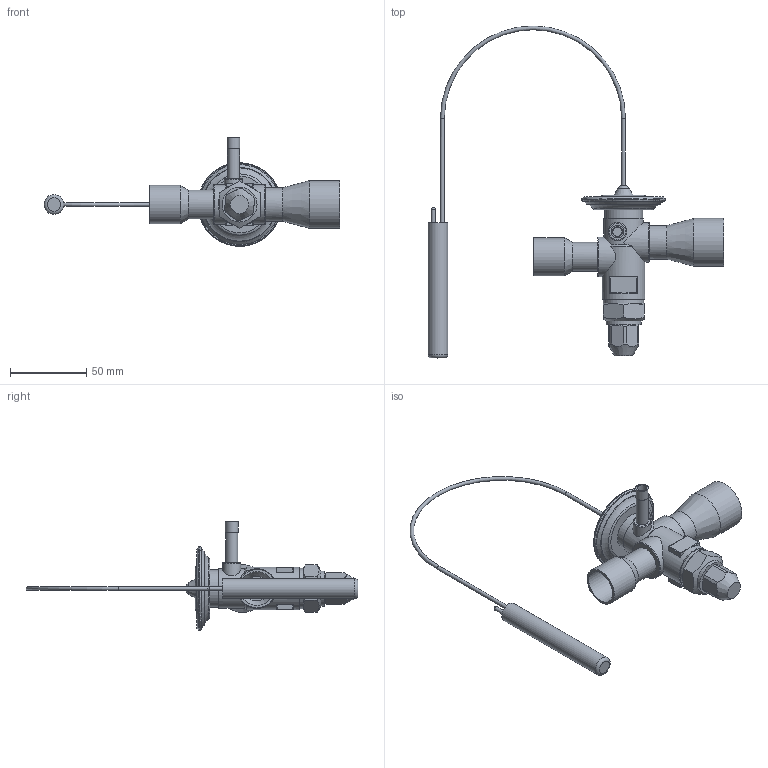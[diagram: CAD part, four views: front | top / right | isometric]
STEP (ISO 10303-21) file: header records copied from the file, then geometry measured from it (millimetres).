
FILE_DESCRIPTION(('TFLEX Exchange Step'),'2;1');
FILE_NAME('RTBMT35_55H (1).stp', '2023-03-24T14:12:36+03:00',('EXT0102'),('Unknown organisation'),'TFLEX Exchange 2022.1','T-FLEX CAD','Unknown authorisation');
FILE_SCHEMA( ('AUTOMOTIVE_DESIGN { 1 0 10303 214 1 1 1 1 }') );
Length unit declared in the file: millimetre
Products named in the file (1): Nodes
Bounding box: 194.55 x 218.28 x 71.5 mm (x, y, z)
Volume: 84233.5 mm3; surface area: 39247.7 mm2
Topology: 1 solids, 2 shells, 151 faces, 421 edges, 280 vertices
Faces by surface type: plane 56, cylinder 53, cone 16, torus 10, bspline 8, sphere 8
Full cylindrical faces by diameter (mm): 2.5 x3, 6 x1, 6.4 x1, 8 x1, 8.4 x1, 9.6 x1, 12 x2, 13 x2, 16 x1, 19 x2, 20.9 x1, 22 x1, 22.2 x1, 23 x1, 25 x1, 25.2 x1, 26 x3, 26.5 x1, 28 x1, 28.5 x1, 31.5 x1
Entity records: 6827 total; most frequent: CARTESIAN_POINT 2959, DIRECTION 820, ORIENTED_EDGE 810, EDGE_CURVE 405, AXIS2_PLACEMENT_3D 354, VERTEX_POINT 280, CIRCLE 210, EDGE_LOOP 175
